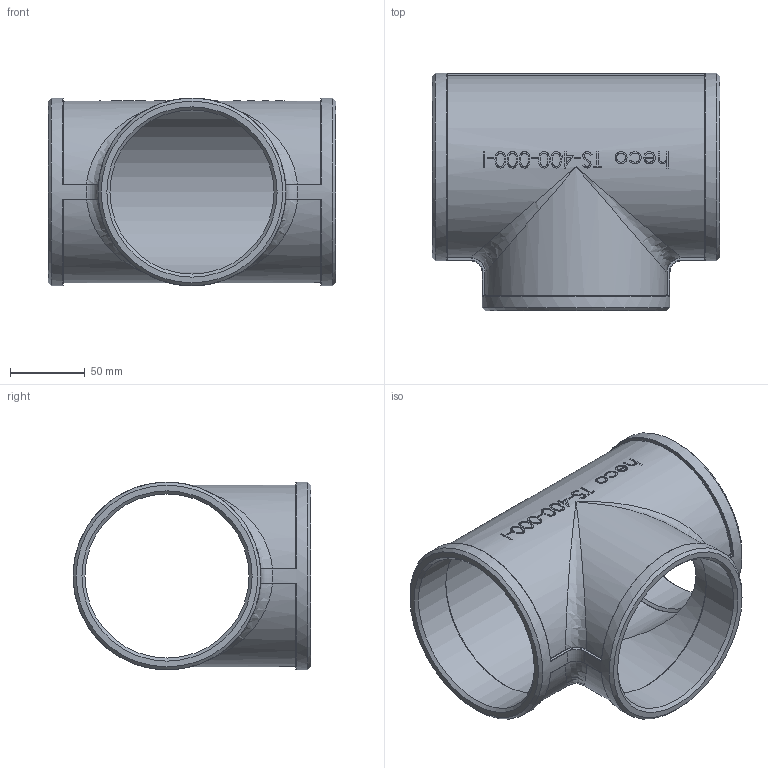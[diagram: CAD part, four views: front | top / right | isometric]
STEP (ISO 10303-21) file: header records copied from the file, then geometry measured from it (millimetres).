
FILE_DESCRIPTION (( 'STEP AP214' ), '1' );
FILE_NAME ('heco_TS-400-000-I.STEP', '2015-10-29T12:50:20', ( 'test' ), ( '' ), 'SwSTEP 2.0', 'SolidWorks 2011', '' );
FILE_SCHEMA (( 'AUTOMOTIVE_DESIGN' ));
Length unit declared in the file: millimetre
Products named in the file (1): heco_TS-400-000-I
Bounding box: 193 x 159.5 x 126 mm (x, y, z)
Volume: 409760.9 mm3; surface area: 167575.4 mm2
Topology: 1 solids, 1 shells, 303 faces, 744 edges, 453 vertices
Faces by surface type: bspline 134, cylinder 67, plane 63, torus 18, sphere 12, cone 9
Full cylindrical faces by diameter (mm): 110.072 x3, 113.8 x2, 126 x2
Entity records: 41190 total; most frequent: CARTESIAN_POINT 32007, ORIENTED_EDGE 1408, DIRECTION 779, EDGE_CURVE 704, VERTEX_POINT 447, B_SPLINE_CURVE_WITH_KNOTS 408, EDGE_LOOP 351, AXIS2_PLACEMENT_3D 315
